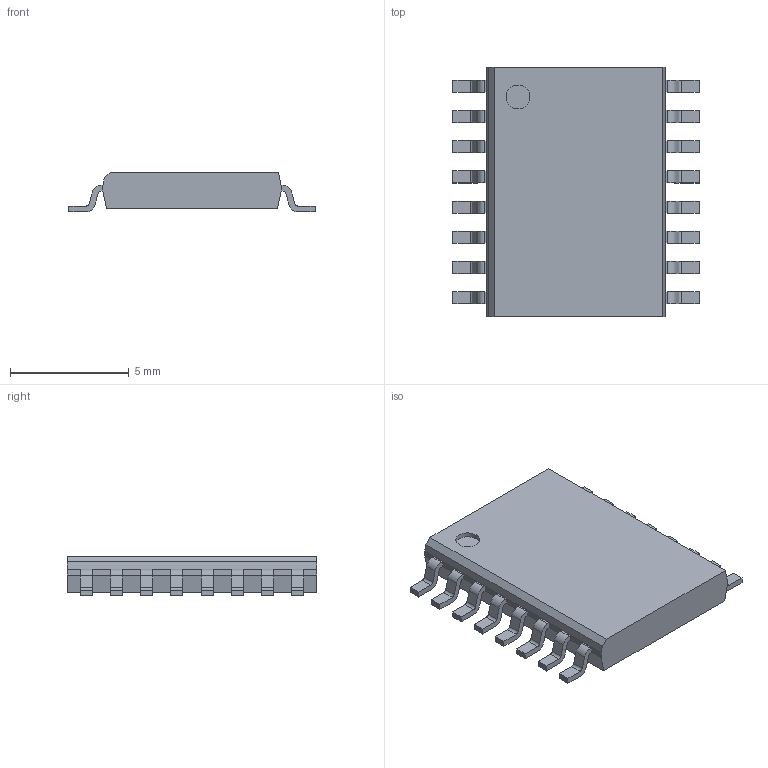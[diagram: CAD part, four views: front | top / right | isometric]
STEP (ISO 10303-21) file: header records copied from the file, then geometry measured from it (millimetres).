
FILE_DESCRIPTION((''),'2;1');
FILE_NAME('SOIC127P1032X265-16N.stp','2011-08-08T09:26:52',(''),(''),'Mechanical Desktop 2011','Mechanical Desktop 2011',', , ');
FILE_SCHEMA(('AUTOMOTIVE_DESIGN { 1 2 10303 214 1 1 1 1 }'));
Length unit declared in the file: millimetre
Products named in the file (1): Product
Bounding box: 10.36 x 10.5 x 1.68 mm (x, y, z)
Volume: 123.9 mm3; surface area: 260 mm2
Topology: 17 solids, 17 shells, 238 faces, 609 edges, 406 vertices
Faces by surface type: bspline 112, plane 92, cylinder 34
Entity records: 7637 total; most frequent: CARTESIAN_POINT 2038, ORIENTED_EDGE 1218, DIRECTION 995, EDGE_CURVE 609, VECTOR 477, LINE 477, VERTEX_POINT 406, AXIS2_PLACEMENT_3D 259
